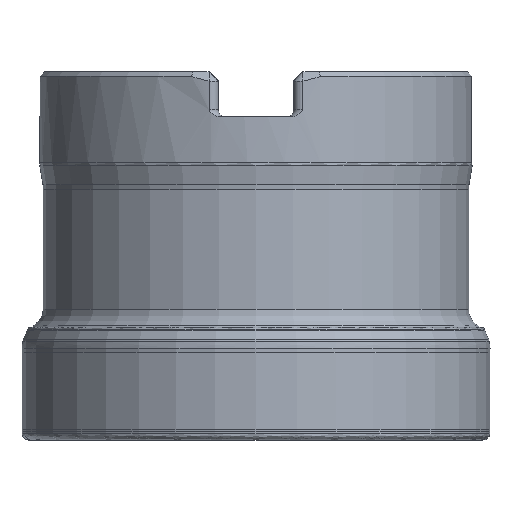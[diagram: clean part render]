
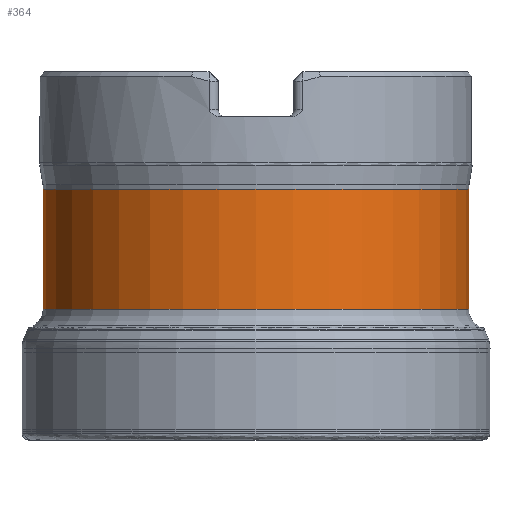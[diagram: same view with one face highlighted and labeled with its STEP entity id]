
A CAD part, front view. The second image highlights one B-rep face of the part: STEP entity #364.
In plain terms, the highlighted cylindrical face has radius 23.1 mm (diameter 46.2 mm), a full revolution.
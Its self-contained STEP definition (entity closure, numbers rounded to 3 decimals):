
#122=CYLINDRICAL_SURFACE('',#1851,23.1);
#364=ADVANCED_FACE('',(#669,#670),#122,.T.);
#669=FACE_BOUND('',#812,.T.);
#670=FACE_BOUND('',#813,.T.);
#812=EDGE_LOOP('',(#1032));
#813=EDGE_LOOP('',(#1033));
#1032=ORIENTED_EDGE('',*,*,#1539,.T.);
#1033=ORIENTED_EDGE('',*,*,#1540,.T.);
#1387=VERTEX_POINT('',#3075);
#1388=VERTEX_POINT('',#3077);
#1539=EDGE_CURVE('',#1387,#1387,#1720,.T.);
#1540=EDGE_CURVE('',#1388,#1388,#1721,.T.);
#1720=CIRCLE('',#1849,23.1);
#1721=CIRCLE('',#1850,23.1);
#1849=AXIS2_PLACEMENT_3D('',#3074,#2178,#2179);
#1850=AXIS2_PLACEMENT_3D('',#3076,#2180,#2181);
#1851=AXIS2_PLACEMENT_3D('',#3078,#2182,#2183);
#2178=DIRECTION('',(0.,0.,1.));
#2179=DIRECTION('',(1.,0.,0.));
#2180=DIRECTION('',(0.,0.,-1.));
#2181=DIRECTION('',(1.,0.,0.));
#2182=DIRECTION('',(0.,0.,1.));
#2183=DIRECTION('',(1.,0.,0.));
#3074=CARTESIAN_POINT('',(0.,0.,-25.801));
#3075=CARTESIAN_POINT('',(23.1,0.,-25.801));
#3076=CARTESIAN_POINT('',(0.,0.,-12.738));
#3077=CARTESIAN_POINT('',(23.1,0.,-12.738));
#3078=CARTESIAN_POINT('',(0.,0.,0.));
